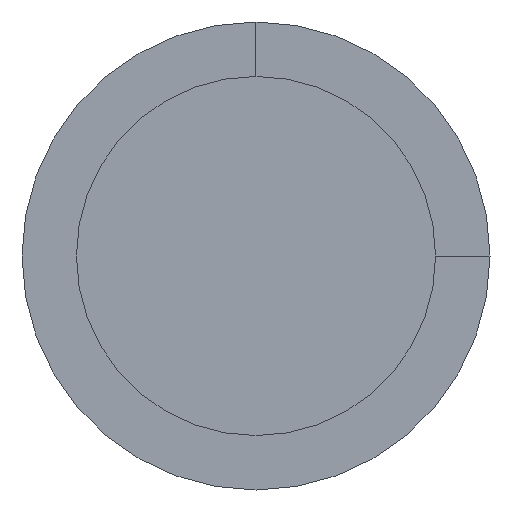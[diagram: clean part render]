
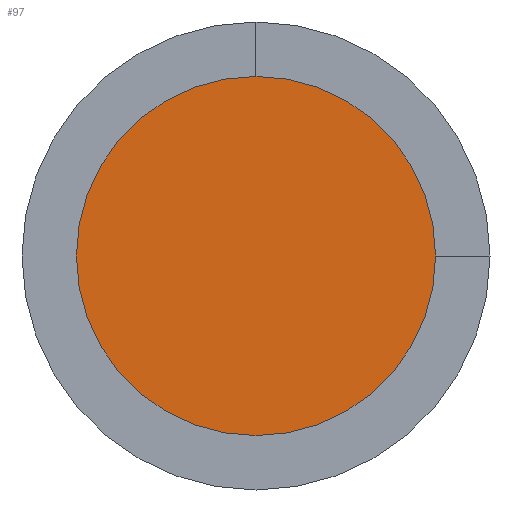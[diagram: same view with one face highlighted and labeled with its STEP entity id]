
A CAD part, left-side view. The second image highlights one B-rep face of the part: STEP entity #97.
In plain terms, the highlighted planar face has unit normal (-1, 0, 0).
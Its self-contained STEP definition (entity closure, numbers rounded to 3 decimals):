
#97=ADVANCED_FACE('',(#124),#114,.F.);
#114=PLANE('',#316);
#124=FACE_OUTER_BOUND('',#134,.T.);
#134=EDGE_LOOP('',(#210));
#166=CIRCLE('',#315,16.577);
#210=ORIENTED_EDGE('',*,*,#270,.T.);
#242=VERTEX_POINT('',#466);
#270=EDGE_CURVE('',#242,#242,#166,.T.);
#315=AXIS2_PLACEMENT_3D('',#465,#382,#383);
#316=AXIS2_PLACEMENT_3D('',#467,#384,#385);
#382=DIRECTION('',(-1.,0.,0.));
#383=DIRECTION('',(0.,0.,1.));
#384=DIRECTION('',(1.,0.,0.));
#385=DIRECTION('',(0.,0.,-1.));
#465=CARTESIAN_POINT('',(0.5,0.,0.));
#466=CARTESIAN_POINT('',(0.5,0.,16.577));
#467=CARTESIAN_POINT('',(0.5,0.,0.));
